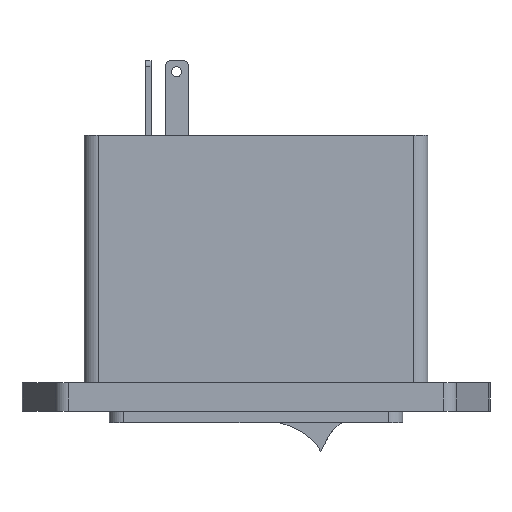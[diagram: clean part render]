
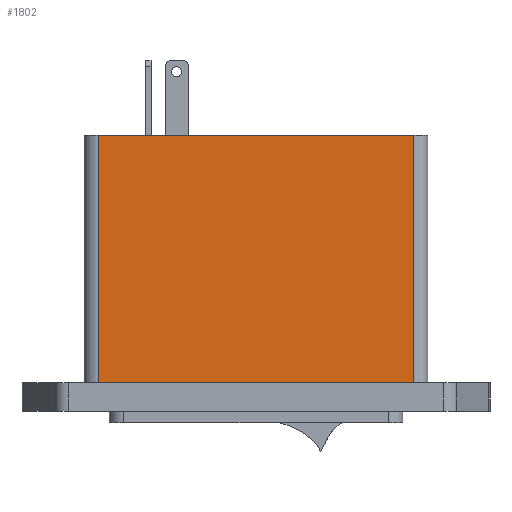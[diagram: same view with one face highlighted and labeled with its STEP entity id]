
A CAD part, front view. The second image highlights one B-rep face of the part: STEP entity #1802.
In plain terms, the highlighted planar face has unit normal (0, -1, 0).
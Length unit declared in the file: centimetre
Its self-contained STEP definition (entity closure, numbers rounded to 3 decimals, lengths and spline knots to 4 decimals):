
#77=PLANE($,#1931);
#154=FACE_OUTER_BOUND($,#252,.T.);
#252=EDGE_LOOP($,(#1273,#1274,#1275,#1276));
#463=LINE($,#2675,#643);
#467=LINE($,#2688,#647);
#468=LINE($,#2691,#648);
#469=LINE($,#2692,#649);
#643=VECTOR($,#2130,4.3);
#647=VECTOR($,#2144,4.3);
#648=VECTOR($,#2149,5.48);
#649=VECTOR($,#2150,5.48);
#824=VERTEX_POINT($,#2673);
#825=VERTEX_POINT($,#2674);
#828=VERTEX_POINT($,#2685);
#829=VERTEX_POINT($,#2687);
#1001=EDGE_CURVE($,#824,#825,#463,.T.);
#1008=EDGE_CURVE($,#829,#828,#467,.T.);
#1010=EDGE_CURVE($,#825,#828,#468,.T.);
#1011=EDGE_CURVE($,#829,#824,#469,.T.);
#1273=ORIENTED_EDGE($,*,*,#1008,.T.);
#1274=ORIENTED_EDGE($,*,*,#1010,.F.);
#1275=ORIENTED_EDGE($,*,*,#1001,.F.);
#1276=ORIENTED_EDGE($,*,*,#1011,.F.);
#1802=ADVANCED_FACE($,(#154),#77,.T.);
#1931=AXIS2_PLACEMENT_3D($,#2690,#2147,#2148);
#2130=DIRECTION($,(0.,0.,1.));
#2144=DIRECTION($,(0.,0.,1.));
#2147=DIRECTION('center_axis',(0.,-1.,0.));
#2148=DIRECTION('ref_axis',(0.,0.,-1.));
#2149=DIRECTION($,(1.,0.,0.));
#2150=DIRECTION($,(-1.,0.,0.));
#2673=CARTESIAN_POINT('',(-11.14,5.17,0.7));
#2674=CARTESIAN_POINT('',(-11.14,5.17,5.));
#2675=CARTESIAN_POINT($,(-11.14,5.17,1.5));
#2685=CARTESIAN_POINT('',(-5.66,5.17,5.));
#2687=CARTESIAN_POINT('',(-5.66,5.17,0.7));
#2688=CARTESIAN_POINT($,(-5.66,5.17,0.));
#2690=CARTESIAN_POINT('Origin',(-11.14,5.17,1.5));
#2691=CARTESIAN_POINT($,(-9.77,5.17,5.));
#2692=CARTESIAN_POINT($,(-11.14,5.17,0.7));
